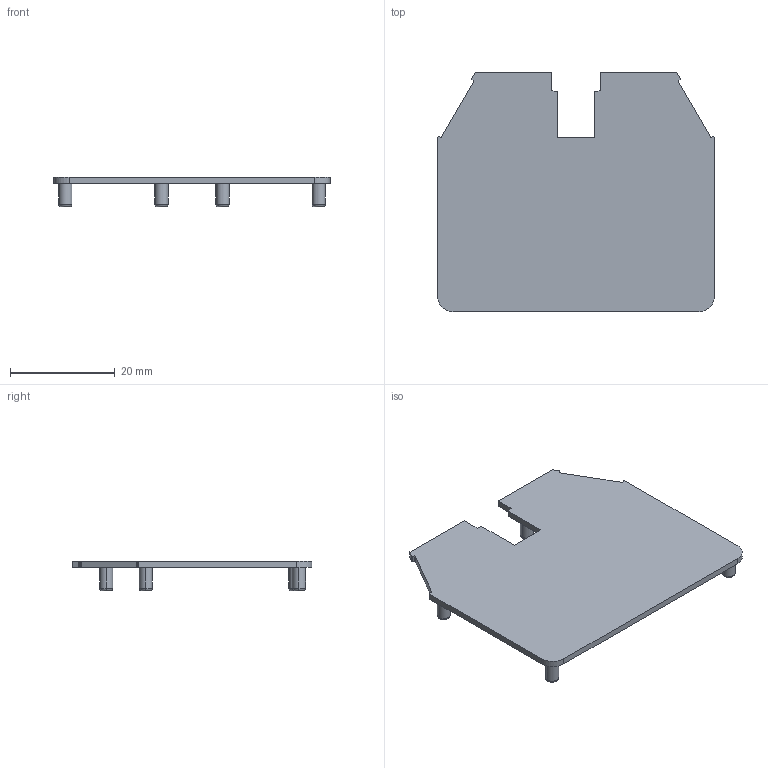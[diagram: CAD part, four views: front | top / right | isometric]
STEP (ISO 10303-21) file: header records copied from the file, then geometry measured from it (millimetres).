
FILE_DESCRIPTION (( 'STEP AP214' ), '1' );
FILE_NAME ('KN-ECT4GRY.step', '2015-05-04T11:25:41', ( '' ), ( '' ), 'SwSTEP 2.0', 'SolidWorks 2014', '' );
FILE_SCHEMA (( 'AUTOMOTIVE_DESIGN' ));
Length unit declared in the file: millimetre
Products named in the file (1): KN-ECT4GRY
Bounding box: 52.8 x 45.72 x 5.7 mm (x, y, z)
Volume: 2758.9 mm3; surface area: 4955.1 mm2
Topology: 1 solids, 1 shells, 86 faces, 204 edges, 132 vertices
Faces by surface type: cylinder 38, plane 36, torus 12
Entity records: 2546 total; most frequent: DIRECTION 478, CARTESIAN_POINT 423, ORIENTED_EDGE 408, EDGE_CURVE 204, AXIS2_PLACEMENT_3D 187, VERTEX_POINT 132, LINE 104, VECTOR 104
